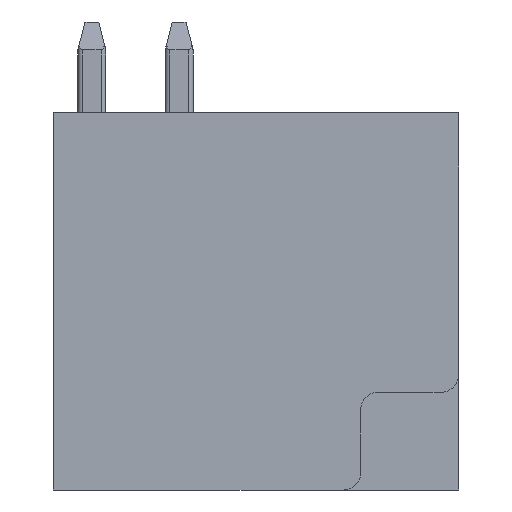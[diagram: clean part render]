
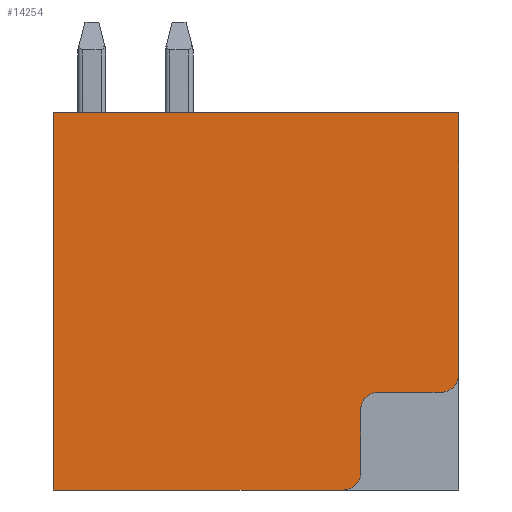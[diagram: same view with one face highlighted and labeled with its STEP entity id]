
A CAD part, front view. The second image highlights one B-rep face of the part: STEP entity #14254.
In plain terms, the highlighted planar face has unit normal (0, -1, 0).
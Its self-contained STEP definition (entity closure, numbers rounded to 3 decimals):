
#1561=CARTESIAN_POINT('',(2.806,-38.5,-6.124));
#1562=DIRECTION('',(0.,-1.,0.));
#1563=DIRECTION('',(0.,0.,-1.));
#1564=AXIS2_PLACEMENT_3D('',#1561,#1562,#1563);
#1566=DIRECTION('',(-1.,0.,0.));
#1567=VECTOR('',#1566,8.3);
#1568=CARTESIAN_POINT('',(2.806,-38.5,-6.624));
#1569=LINE('',#1568,#1567);
#1570=DIRECTION('',(0.,0.,1.));
#1571=VECTOR('',#1570,10.8);
#1572=CARTESIAN_POINT('',(-5.494,-38.5,-6.624));
#1573=LINE('',#1572,#1571);
#1574=DIRECTION('',(1.,0.,0.));
#1575=VECTOR('',#1574,11.6);
#1576=CARTESIAN_POINT('',(-5.494,-38.5,4.176));
#1577=LINE('',#1576,#1575);
#1578=DIRECTION('',(0.,0.,-1.));
#1579=VECTOR('',#1578,7.5);
#1580=CARTESIAN_POINT('',(6.106,-38.5,4.176));
#1581=LINE('',#1580,#1579);
#1582=CARTESIAN_POINT('',(5.606,-38.5,-3.324));
#1583=DIRECTION('',(0.,-1.,0.));
#1584=DIRECTION('',(0.,0.,-1.));
#1585=AXIS2_PLACEMENT_3D('',#1582,#1583,#1584);
#1587=DIRECTION('',(-1.,0.,0.));
#1588=VECTOR('',#1587,1.8);
#1589=CARTESIAN_POINT('',(5.606,-38.5,-3.824));
#1590=LINE('',#1589,#1588);
#1591=DIRECTION('',(0.,0.,1.));
#1592=VECTOR('',#1591,1.8);
#1593=CARTESIAN_POINT('',(3.306,-38.5,-6.124));
#1594=LINE('',#1593,#1592);
#1612=CARTESIAN_POINT('',(3.806,-38.5,-4.324));
#1613=DIRECTION('',(0.,1.,0.));
#1614=DIRECTION('',(-1.,0.,0.));
#1615=AXIS2_PLACEMENT_3D('',#1612,#1613,#1614);
#10595=CARTESIAN_POINT('',(-5.494,-38.5,-6.624));
#10596=CARTESIAN_POINT('',(-5.494,-38.5,4.176));
#10597=VERTEX_POINT('',#10595);
#10598=VERTEX_POINT('',#10596);
#10599=CARTESIAN_POINT('',(6.106,-38.5,4.176));
#10600=VERTEX_POINT('',#10599);
#10633=CARTESIAN_POINT('',(3.306,-38.5,-4.324));
#10634=VERTEX_POINT('',#10633);
#10635=CARTESIAN_POINT('',(3.806,-38.5,-3.824));
#10636=VERTEX_POINT('',#10635);
#10637=CARTESIAN_POINT('',(2.806,-38.5,-6.624));
#10638=CARTESIAN_POINT('',(3.306,-38.5,-6.124));
#10639=VERTEX_POINT('',#10637);
#10640=VERTEX_POINT('',#10638);
#10645=CARTESIAN_POINT('',(5.606,-38.5,-3.824));
#10647=VERTEX_POINT('',#10645);
#10649=CARTESIAN_POINT('',(6.106,-38.5,-3.324));
#10650=VERTEX_POINT('',#10649);
#14233=CARTESIAN_POINT('',(0.,-38.5,0.));
#14234=DIRECTION('',(0.,1.,0.));
#14235=DIRECTION('',(1.,0.,0.));
#14236=AXIS2_PLACEMENT_3D('',#14233,#14234,#14235);
#14237=PLANE('',#14236);
#14239=ORIENTED_EDGE('',*,*,#14238,.F.);
#14240=ORIENTED_EDGE('',*,*,#13871,.T.);
#14241=ORIENTED_EDGE('',*,*,#13890,.T.);
#14242=ORIENTED_EDGE('',*,*,#13903,.T.);
#14243=ORIENTED_EDGE('',*,*,#13248,.T.);
#14245=ORIENTED_EDGE('',*,*,#14244,.F.);
#14247=ORIENTED_EDGE('',*,*,#14246,.T.);
#14249=ORIENTED_EDGE('',*,*,#14248,.F.);
#14251=ORIENTED_EDGE('',*,*,#14250,.F.);
#14252=EDGE_LOOP('',(#14239,#14240,#14241,#14242,#14243,#14245,#14247,#14249,
#14251));
#14253=FACE_OUTER_BOUND('',#14252,.F.);
#14254=ADVANCED_FACE('',(#14253),#14237,.F.);
#1565=CIRCLE('',#1564,0.5);
#1586=CIRCLE('',#1585,0.5);
#1616=CIRCLE('',#1615,0.5);
#13248=EDGE_CURVE('',#10600,#10650,#1581,.T.);
#13871=EDGE_CURVE('',#10639,#10597,#1569,.T.);
#13890=EDGE_CURVE('',#10597,#10598,#1573,.T.);
#13903=EDGE_CURVE('',#10598,#10600,#1577,.T.);
#14238=EDGE_CURVE('',#10639,#10640,#1565,.T.);
#14244=EDGE_CURVE('',#10647,#10650,#1586,.T.);
#14246=EDGE_CURVE('',#10647,#10636,#1590,.T.);
#14248=EDGE_CURVE('',#10634,#10636,#1616,.T.);
#14250=EDGE_CURVE('',#10640,#10634,#1594,.T.);
